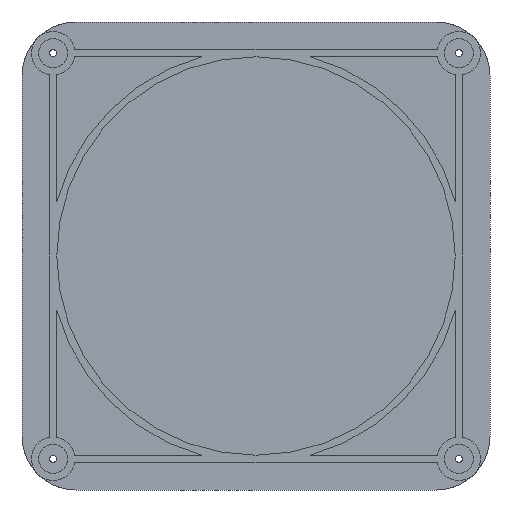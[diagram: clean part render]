
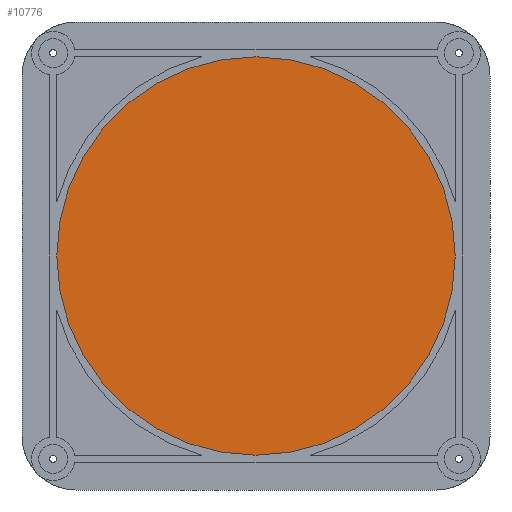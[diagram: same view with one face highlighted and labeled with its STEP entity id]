
A CAD part, front view. The second image highlights one B-rep face of the part: STEP entity #10776.
In plain terms, the highlighted planar face has unit normal (0, -1, 0).
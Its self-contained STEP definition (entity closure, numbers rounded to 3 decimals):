
#681=CIRCLE('',#11709,55.339);
#1316=FACE_OUTER_BOUND('',#2013,.T.);
#2013=EDGE_LOOP('',(#9035));
#5060=VERTEX_POINT('',#22509);
#6400=EDGE_CURVE('',#5060,#5060,#681,.T.);
#9035=ORIENTED_EDGE('',*,*,#6400,.T.);
#10242=PLANE('',#11770);
#10776=ADVANCED_FACE('',(#1316),#10242,.T.);
#11709=AXIS2_PLACEMENT_3D('',#22511,#14174,#14175);
#11770=AXIS2_PLACEMENT_3D('',#22684,#14348,#14349);
#14174=DIRECTION('center_axis',(0.,-1.,0.));
#14175=DIRECTION('ref_axis',(1.,0.,0.));
#14348=DIRECTION('center_axis',(0.,-1.,0.));
#14349=DIRECTION('ref_axis',(1.,0.,0.));
#22509=CARTESIAN_POINT('',(-55.339,-2.,0.));
#22511=CARTESIAN_POINT('Origin',(0.,-2.,0.));
#22684=CARTESIAN_POINT('Origin',(0.,-2.,0.));
